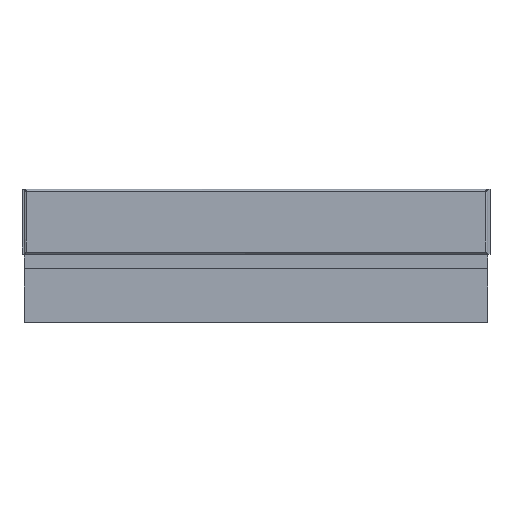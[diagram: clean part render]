
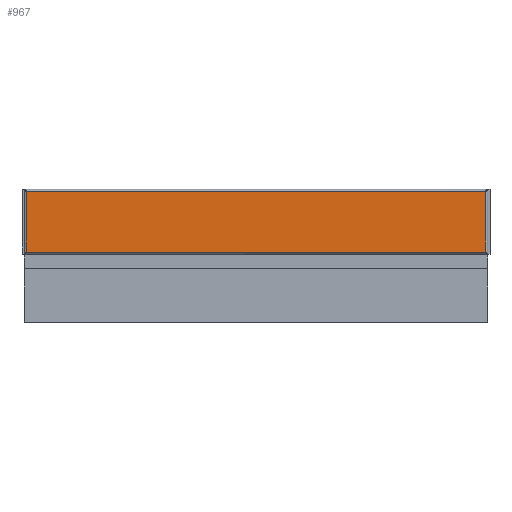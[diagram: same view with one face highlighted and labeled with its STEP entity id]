
A CAD part, top view. The second image highlights one B-rep face of the part: STEP entity #967.
In plain terms, the highlighted planar face has unit normal (0, 0, 1).
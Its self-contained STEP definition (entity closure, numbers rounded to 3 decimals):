
#26 = VERTEX_POINT ( 'NONE', #2087 ) ;
#198 = LINE ( 'NONE', #3766, #293 ) ;
#287 = VECTOR ( 'NONE', #2472, 1000. ) ;
#293 = VECTOR ( 'NONE', #1561, 1000. ) ;
#315 = ORIENTED_EDGE ( 'NONE', *, *, #2635, .T. ) ;
#404 = VECTOR ( 'NONE', #2941, 1000. ) ;
#498 = FACE_OUTER_BOUND ( 'NONE', #1197, .T. ) ;
#636 = EDGE_CURVE ( 'NONE', #1064, #26, #2023, .T. ) ;
#727 = CARTESIAN_POINT ( 'NONE',  ( 299.093, 39.5, 0. ) ) ;
#967 = ADVANCED_FACE ( 'NONE', ( #498 ), #2220, .T. ) ;
#1064 = VERTEX_POINT ( 'NONE', #2373 ) ;
#1094 = ORIENTED_EDGE ( 'NONE', *, *, #636, .T. ) ;
#1197 = EDGE_LOOP ( 'NONE', ( #315, #5492, #1094, #3450 ) ) ;
#1561 = DIRECTION ( 'NONE',  ( 0., 1., 0. ) ) ;
#1868 = CARTESIAN_POINT ( 'NONE',  ( 0., 0., 0. ) ) ;
#1963 = VERTEX_POINT ( 'NONE', #5283 ) ;
#2023 = LINE ( 'NONE', #3313, #404 ) ;
#2087 = CARTESIAN_POINT ( 'NONE',  ( 298.5, -39.5, 0. ) ) ;
#2176 = DIRECTION ( 'NONE',  ( -1., 0., 0. ) ) ;
#2206 = VERTEX_POINT ( 'NONE', #4565 ) ;
#2220 = PLANE ( 'NONE',  #2746 ) ;
#2373 = CARTESIAN_POINT ( 'NONE',  ( -298.5, -39.5, 0. ) ) ;
#2472 = DIRECTION ( 'NONE',  ( 0., -1., 0. ) ) ;
#2635 = EDGE_CURVE ( 'NONE', #1963, #2206, #5291, .T. ) ;
#2746 = AXIS2_PLACEMENT_3D ( 'NONE', #1868, #4912, #3653 ) ;
#2941 = DIRECTION ( 'NONE',  ( 1., 0., 0. ) ) ;
#3006 = EDGE_CURVE ( 'NONE', #2206, #1064, #5601, .T. ) ;
#3313 = CARTESIAN_POINT ( 'NONE',  ( -299.093, -39.5, 0. ) ) ;
#3379 = CARTESIAN_POINT ( 'NONE',  ( -298.5, 40.093, 0. ) ) ;
#3388 = EDGE_CURVE ( 'NONE', #26, #1963, #198, .T. ) ;
#3450 = ORIENTED_EDGE ( 'NONE', *, *, #3388, .T. ) ;
#3653 = DIRECTION ( 'NONE',  ( 1., 0., 0. ) ) ;
#3766 = CARTESIAN_POINT ( 'NONE',  ( 298.5, -40.093, 0. ) ) ;
#4565 = CARTESIAN_POINT ( 'NONE',  ( -298.5, 39.5, 0. ) ) ;
#4585 = VECTOR ( 'NONE', #2176, 1000. ) ;
#4912 = DIRECTION ( 'NONE',  ( 0., 0., 1. ) ) ;
#5283 = CARTESIAN_POINT ( 'NONE',  ( 298.5, 39.5, 0. ) ) ;
#5291 = LINE ( 'NONE', #727, #4585 ) ;
#5492 = ORIENTED_EDGE ( 'NONE', *, *, #3006, .T. ) ;
#5601 = LINE ( 'NONE', #3379, #287 ) ;
